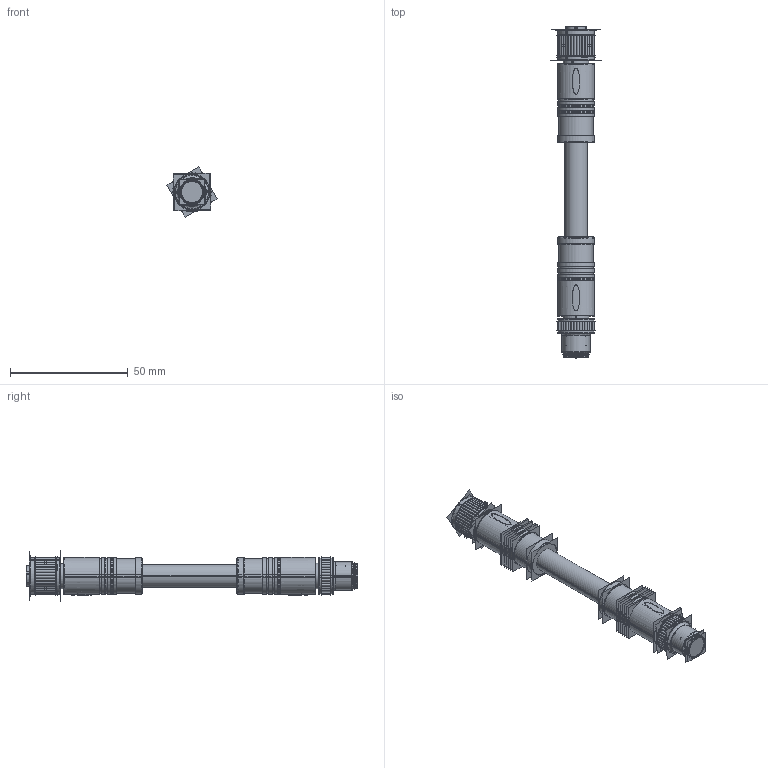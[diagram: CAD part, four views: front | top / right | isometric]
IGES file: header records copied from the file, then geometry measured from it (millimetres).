
Start section:  PTC IGES file: 242428_sm01.igs
Global section: file name: 242428_sm01.igs; native system: Creo Parametric by PTC Inc.; preprocessor: 2022414; author: banengservice; organization: Unknown; date: 20240709.090731; units: millimetre
Bounding box: 21.28 x 140.99 x 21.28 mm (x, y, z)
Volume: 19115.4 mm3; surface area: 47986.2 mm2
Topology: 1 solids, 1 shells, 1420 faces, 6973 edges, 8820 vertices
Faces by surface type: revolution 790, bspline 622, extrusion 8
